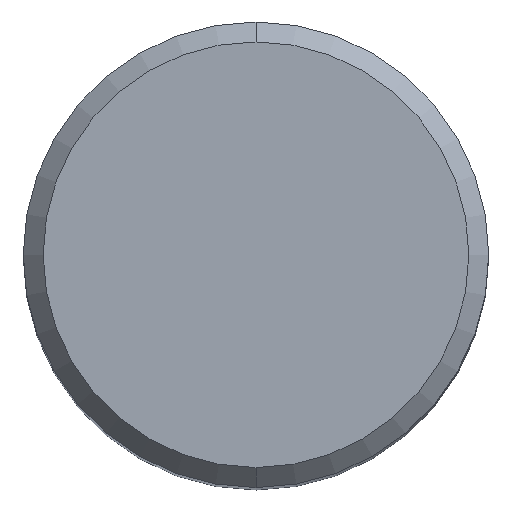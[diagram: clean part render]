
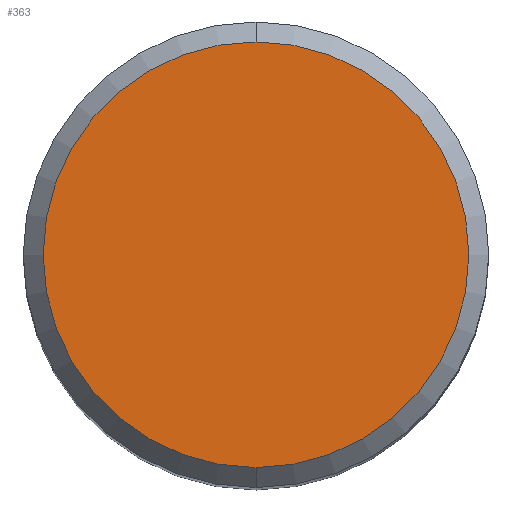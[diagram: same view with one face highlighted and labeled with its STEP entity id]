
A CAD part, top view. The second image highlights one B-rep face of the part: STEP entity #363.
In plain terms, the highlighted planar face has unit normal (0, 0, 1).
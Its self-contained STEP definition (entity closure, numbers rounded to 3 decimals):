
#193=EDGE_CURVE('',#267,#417,#494,.T.);
#267=VERTEX_POINT('',#574);
#301=EDGE_CURVE('',#417,#267,#612,.T.);
#363=ADVANCED_FACE('',(#680),#681,.T.);
#417=VERTEX_POINT('',#743);
#494=CIRCLE('',#867,6.4);
#574=CARTESIAN_POINT('',(0.0,6.4,0.0));
#612=CIRCLE('',#1141,6.4);
#680=FACE_OUTER_BOUND('',#1314,.T.);
#681=PLANE('',#1315);
#743=CARTESIAN_POINT('',(0.,-6.4,0.0));
#867=AXIS2_PLACEMENT_3D('',#1499,#1500,#1501);
#1141=AXIS2_PLACEMENT_3D('',#1636,#1637,#1638);
#1314=EDGE_LOOP('',(#1702,#1703));
#1315=AXIS2_PLACEMENT_3D('',#1704,#1705,#1706);
#1499=CARTESIAN_POINT('',(0.0,0.0,0.0));
#1500=DIRECTION('',(0.0,0.0,-1.0));
#1501=DIRECTION('',(0.0,1.0,0.0));
#1636=CARTESIAN_POINT('',(0.0,0.0,0.0));
#1637=DIRECTION('',(0.0,0.0,-1.0));
#1638=DIRECTION('',(0.0,1.0,0.0));
#1702=ORIENTED_EDGE('',*,*,#193,.F.);
#1703=ORIENTED_EDGE('',*,*,#301,.F.);
#1704=CARTESIAN_POINT('',(0.0,3.2,0.0));
#1705=DIRECTION('',(-0.0,0.0,1.0));
#1706=DIRECTION('',(0.0,-1.0,0.0));
